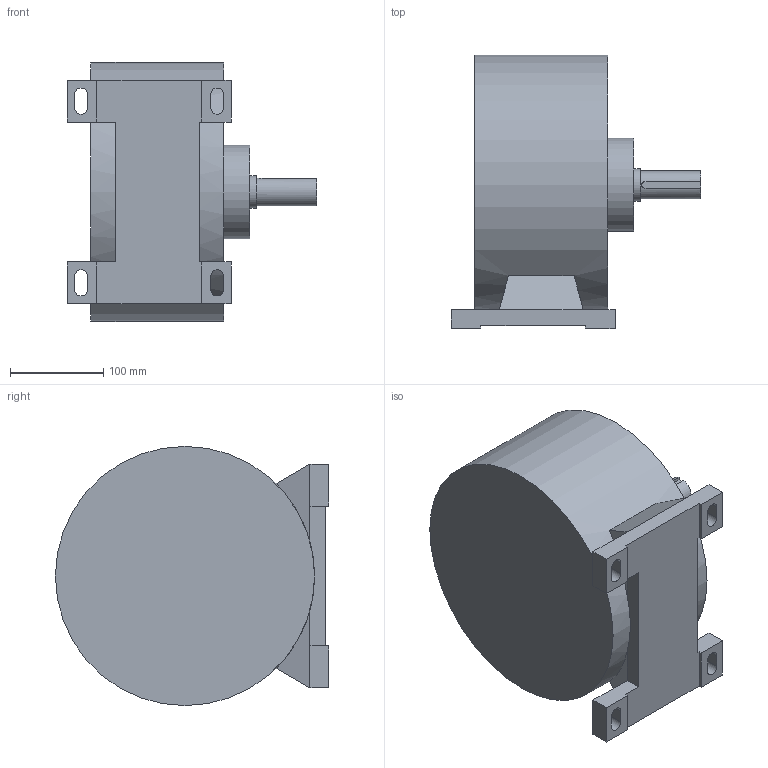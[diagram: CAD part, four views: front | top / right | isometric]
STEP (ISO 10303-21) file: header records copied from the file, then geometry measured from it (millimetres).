
FILE_DESCRIPTION (( 'STEP AP203' ), '1' );
FILE_NAME ('954-25-02-0100.STEP', '2023-09-04T06:13:59', ( 'Magtroladmin' ), ( '' ), 'SwSTEP 2.0', 'SolidWorks 2023', '' );
FILE_SCHEMA (( 'CONFIG_CONTROL_DESIGN' ));
Length unit declared in the file: millimetre
Products named in the file (1): 954-25-02-0100
Bounding box: 268 x 293 x 278 mm (x, y, z)
Volume: 9602029.3 mm3; surface area: 313828.8 mm2
Topology: 1 solids, 1 shells, 60 faces, 154 edges, 100 vertices
Faces by surface type: plane 47, cylinder 13
Full cylindrical faces by diameter (mm): 30 x1, 35 x1, 100 x1, 278 x1
Entity records: 1896 total; most frequent: CARTESIAN_POINT 354, ORIENTED_EDGE 298, DIRECTION 293, EDGE_CURVE 149, LINE 117, VECTOR 117, VERTEX_POINT 99, AXIS2_PLACEMENT_3D 88
